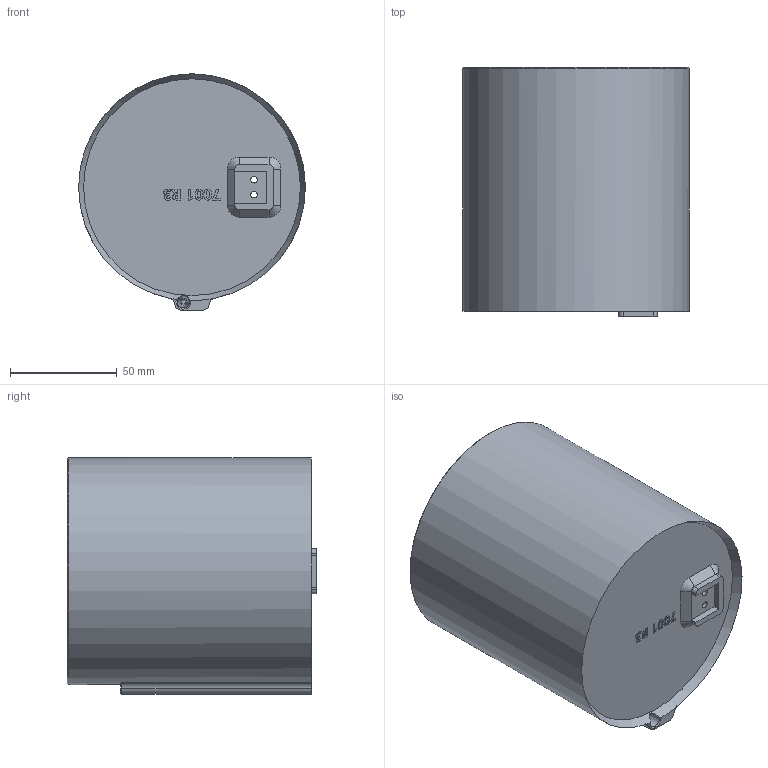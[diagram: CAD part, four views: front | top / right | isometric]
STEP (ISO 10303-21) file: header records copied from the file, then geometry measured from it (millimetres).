
FILE_DESCRIPTION(/* description */ (''),/* implementation_level */ '2;1');
FILE_NAME(/* name */ '7001 R3.step',/* time_stamp */ '2025-05-05T11:44:05-07:00',/* author */ (''),/* organization */ (''),/* preprocessor_version */ 'ST-DEVELOPER v20.1',/* originating_system */ 'Autodesk Translation Framework v14.4.0.0',/* authorisation */ '');
FILE_SCHEMA (('AUTOMOTIVE_DESIGN { 1 0 10303 214 3 1 1 }'));
Length unit declared in the file: millimetre
Products named in the file (1): 7001
Bounding box: 106 x 116.5 x 110.5 mm (x, y, z)
Volume: 112025.4 mm3; surface area: 92214.2 mm2
Topology: 1 solids, 1 shells, 163 faces, 429 edges, 277 vertices
Faces by surface type: bspline 68, plane 58, cylinder 18, cone 18, torus 1
Full cylindrical faces by diameter (mm): 2.5 x2, 3.1 x2, 3.5 x2, 102 x1, 106 x1
Entity records: 6076 total; most frequent: CARTESIAN_POINT 2455, ORIENTED_EDGE 858, DIRECTION 539, EDGE_CURVE 429, VERTEX_POINT 277, LINE 223, VECTOR 223, EDGE_LOOP 178
